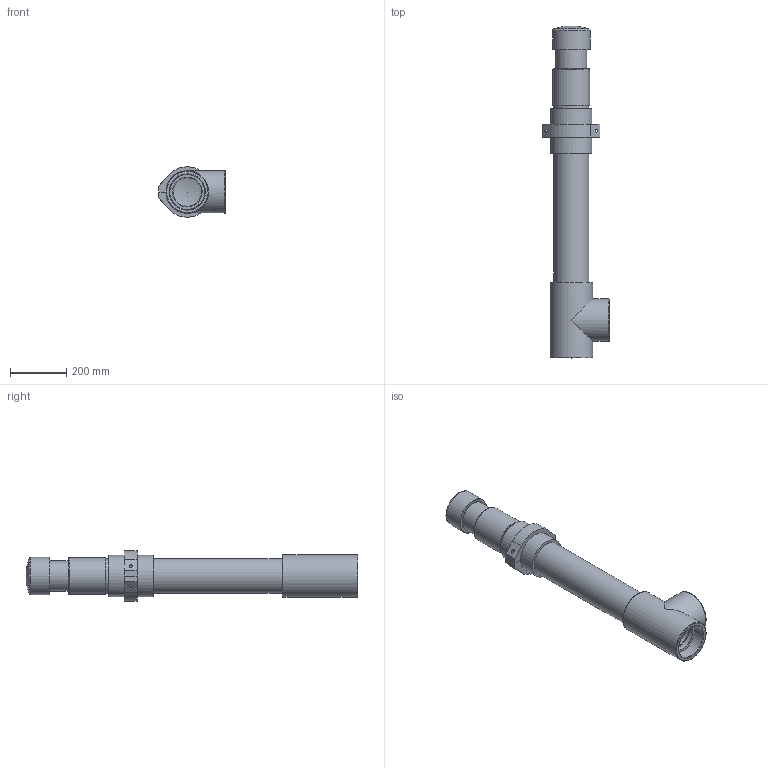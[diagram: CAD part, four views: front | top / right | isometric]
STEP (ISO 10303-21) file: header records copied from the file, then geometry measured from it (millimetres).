
FILE_DESCRIPTION (( 'STEP AP214' ), '1' );
FILE_NAME ('201.200.125 EB-klep 125.STEP', '2023-02-08T09:45:17', ( '' ), ( '' ), 'SwSTEP 2.0', 'SolidWorks 2018', '' );
FILE_SCHEMA (( 'AUTOMOTIVE_DESIGN' ));
Length unit declared in the file: millimetre
Products named in the file (1): 201.200.125 EB-klep 125
Bounding box: 236.5 x 1184.9 x 180 mm (x, y, z)
Surface area: 1104088 mm2 (no closed solid volume)
Topology: 0 solids, 11 shells, 59 faces, 202 edges, 149 vertices
Faces by surface type: plane 24, cylinder 21, bspline 13, cone 1
Full cylindrical faces by diameter (mm): 10 x4, 102.34 x1, 106 x1, 110 x2, 115 x1, 125 x4, 131 x1, 134 x1, 147 x2, 152 x2
Entity records: 3470 total; most frequent: CARTESIAN_POINT 1362, DIRECTION 268, ORIENTED_EDGE 239, EDGE_CURVE 158, VERTEX_POINT 140, EDGE_LOOP 112, AXIS2_PLACEMENT_3D 106, FACE_OUTER_BOUND 90
